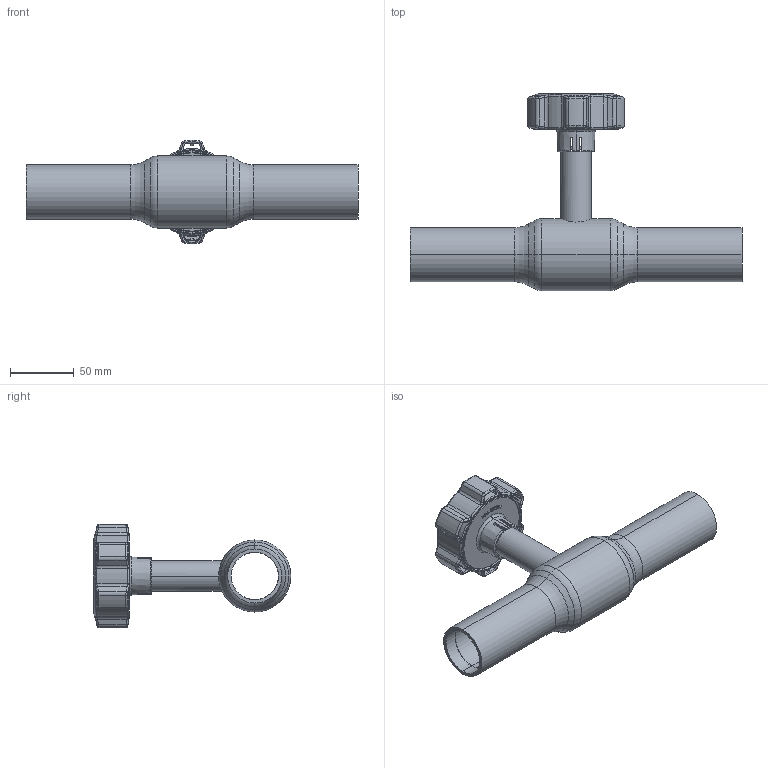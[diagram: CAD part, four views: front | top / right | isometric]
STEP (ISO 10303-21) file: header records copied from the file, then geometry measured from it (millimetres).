
FILE_DESCRIPTION (( 'STEP AP214' ), '1' );
FILE_NAME ('1032003001-2201.step', '2023-09-12T09:59:19', ( '' ), ( '' ), 'SwSTEP 2.0', 'SolidWorks 2021', '' );
FILE_SCHEMA (( 'AUTOMOTIVE_DESIGN' ));
Length unit declared in the file: millimetre
Products named in the file (1): 1032003001-2201
Bounding box: 260 x 154.8 x 81 mm (x, y, z)
Surface area: 85151.1 mm2 (no closed solid volume)
Topology: 0 solids, 14 shells, 501 faces, 1505 edges, 985 vertices
Faces by surface type: bspline 178, cylinder 125, plane 87, cone 64, torus 47
Entity records: 32360 total; most frequent: CARTESIAN_POINT 15198, ORIENTED_EDGE 2595, DIRECTION 1920, EDGE_CURVE 1505, VERTEX_POINT 985, AXIS2_PLACEMENT_3D 747, B_SPLINE_CURVE_WITH_KNOTS 616, EDGE_LOOP 527
